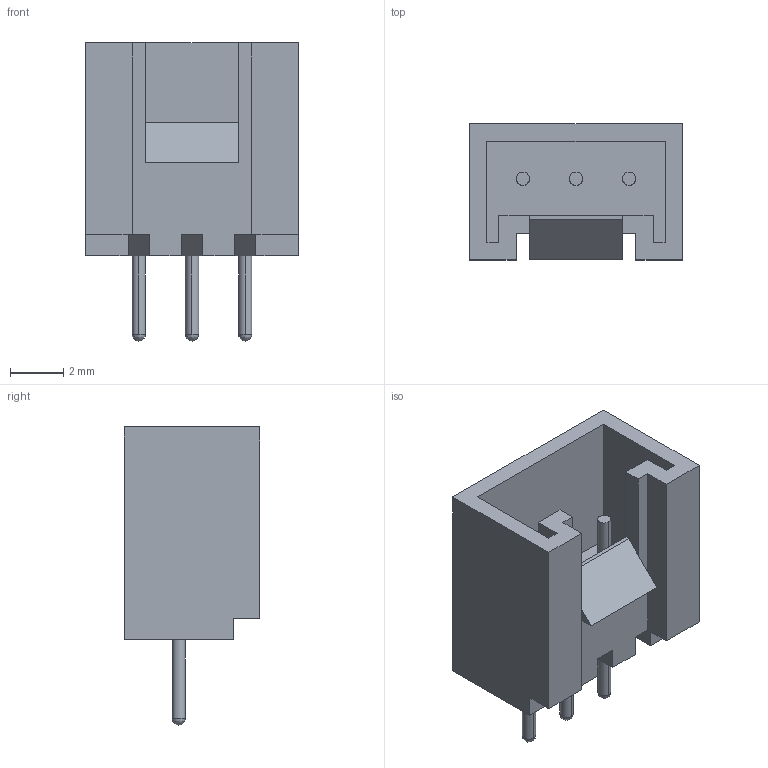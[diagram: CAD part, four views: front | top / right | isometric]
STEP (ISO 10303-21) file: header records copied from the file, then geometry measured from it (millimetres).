
FILE_DESCRIPTION (( 'STEP AP214' ), '1' );
FILE_NAME ('16366772-C591-429E-B414-68435B74F6D0.STEP', '2024-09-12T02:04:13', ( '' ), ( '' ), 'SwSTEP 2.0', 'SolidWorks 2022', '' );
FILE_SCHEMA (( 'AUTOMOTIVE_DESIGN' ));
Length unit declared in the file: millimetre
Products named in the file (1): 16366772-C591-429E-B414-68435B74F6D0
Bounding box: 8 x 5.1 x 11.2 mm (x, y, z)
Volume: 177.2 mm3; surface area: 436 mm2
Topology: 1 solids, 1 shells, 66 faces, 174 edges, 113 vertices
Faces by surface type: plane 51, cylinder 12, bspline 3
Entity records: 2101 total; most frequent: CARTESIAN_POINT 432, ORIENTED_EDGE 342, DIRECTION 326, EDGE_CURVE 171, LINE 144, VECTOR 144, VERTEX_POINT 113, AXIS2_PLACEMENT_3D 91
